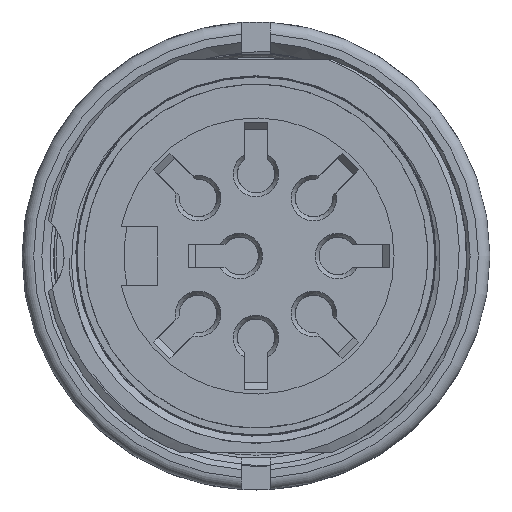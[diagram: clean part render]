
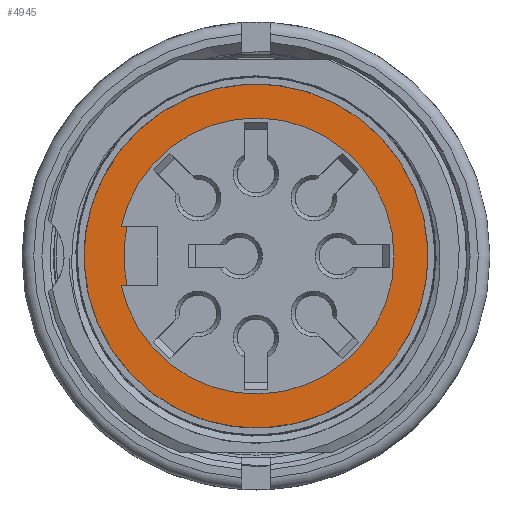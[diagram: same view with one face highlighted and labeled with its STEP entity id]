
A CAD part, front view. The second image highlights one B-rep face of the part: STEP entity #4945.
In plain terms, the highlighted planar face has unit normal (0, -1, 0).
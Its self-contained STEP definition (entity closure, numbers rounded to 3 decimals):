
#1965=FACE_BOUND('',#6318,.T.);
#1966=FACE_BOUND('',#6319,.T.);
#2243=PLANE('',#13139);
#3261=LINE('',#22483,#4126);
#3264=LINE('',#22491,#4129);
#4126=VECTOR('',#15240,1.);
#4129=VECTOR('',#15249,1.);
#4406=CIRCLE('',#13133,5.65);
#4407=CIRCLE('',#13136,5.9);
#4408=CIRCLE('',#13138,7.35);
#4945=ADVANCED_FACE('',(#1965,#1966),#2243,.T.);
#6318=EDGE_LOOP('',(#9053));
#6319=EDGE_LOOP('',(#9054,#9055,#9056,#9057));
#9053=ORIENTED_EDGE('',*,*,#12007,.T.);
#9054=ORIENTED_EDGE('',*,*,#12006,.F.);
#9055=ORIENTED_EDGE('',*,*,#12004,.T.);
#9056=ORIENTED_EDGE('',*,*,#12002,.T.);
#9057=ORIENTED_EDGE('',*,*,#12000,.T.);
#10529=VERTEX_POINT('',#22482);
#10530=VERTEX_POINT('',#22484);
#10531=VERTEX_POINT('',#22488);
#10532=VERTEX_POINT('',#22492);
#10533=VERTEX_POINT('',#22498);
#12000=EDGE_CURVE('',#10530,#10529,#3261,.T.);
#12002=EDGE_CURVE('',#10531,#10530,#4406,.T.);
#12004=EDGE_CURVE('',#10532,#10531,#3264,.T.);
#12006=EDGE_CURVE('',#10532,#10529,#4407,.T.);
#12007=EDGE_CURVE('',#10533,#10533,#4408,.T.);
#13133=AXIS2_PLACEMENT_3D('',#22487,#15244,#15245);
#13136=AXIS2_PLACEMENT_3D('',#22495,#15253,#15254);
#13138=AXIS2_PLACEMENT_3D('',#22497,#15257,#15258);
#13139=AXIS2_PLACEMENT_3D('',#22499,#15259,#15260);
#15240=DIRECTION('',(-1.,0.,0.));
#15244=DIRECTION('',(0.,1.,0.));
#15245=DIRECTION('',(0.547,0.,-0.837));
#15249=DIRECTION('',(1.,0.,0.));
#15253=DIRECTION('',(0.,-1.,0.));
#15254=DIRECTION('',(0.,0.,-1.));
#15257=DIRECTION('',(0.,-1.,0.));
#15258=DIRECTION('',(0.547,0.,-0.837));
#15259=DIRECTION('',(0.,-1.,0.));
#15260=DIRECTION('',(0.837,0.,0.547));
#22482=CARTESIAN_POINT('',(-5.17,-17.756,1.25));
#22483=CARTESIAN_POINT('',(0.596,-17.756,1.25));
#22484=CARTESIAN_POINT('',(-4.914,-17.756,1.25));
#22487=CARTESIAN_POINT('',(0.596,-17.756,0.));
#22488=CARTESIAN_POINT('',(-4.914,-17.756,-1.25));
#22491=CARTESIAN_POINT('',(0.596,-17.756,-1.25));
#22492=CARTESIAN_POINT('',(-5.17,-17.756,-1.25));
#22495=CARTESIAN_POINT('',(0.596,-17.756,0.));
#22497=CARTESIAN_POINT('',(0.596,-17.756,0.));
#22498=CARTESIAN_POINT('',(4.616,-17.756,-6.153));
#22499=CARTESIAN_POINT('',(0.596,-17.756,0.));
